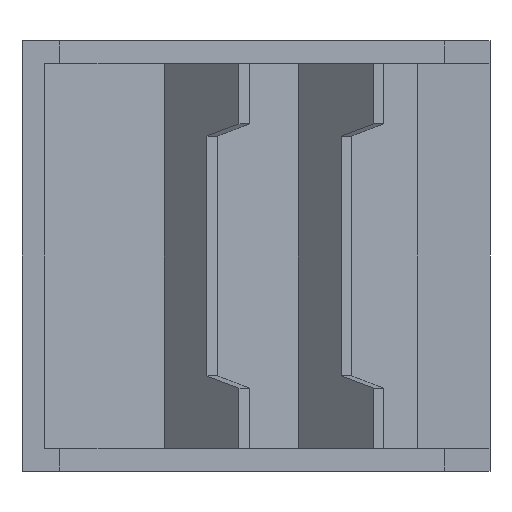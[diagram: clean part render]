
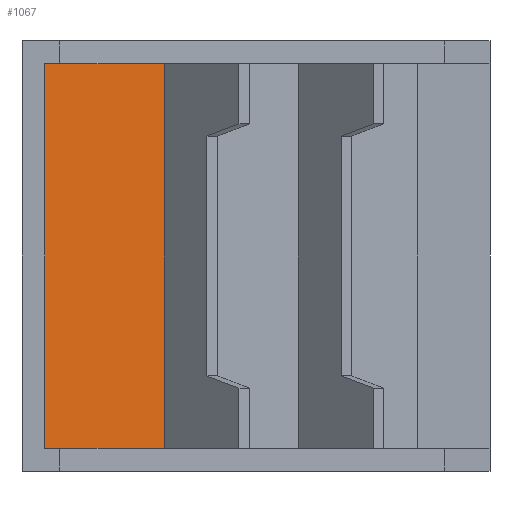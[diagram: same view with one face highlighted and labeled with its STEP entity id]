
A CAD part, left-side view. The second image highlights one B-rep face of the part: STEP entity #1067.
In plain terms, the highlighted planar face has unit normal (-0.707, -0.707, 0).
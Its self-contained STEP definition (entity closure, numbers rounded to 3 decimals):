
#498=CARTESIAN_POINT('',(-36.499,43.156,54.0));
#499=VERTEX_POINT('',#498);
#506=CARTESIAN_POINT('',(-36.499,43.156,3.));
#507=VERTEX_POINT('',#506);
#508=CARTESIAN_POINT('',(-36.499,43.156,3.));
#509=DIRECTION('',(0.0,0.0,1.0));
#510=VECTOR('',#509,51.0);
#511=LINE('',#508,#510);
#512=EDGE_CURVE('',#507,#499,#511,.T.);
#1013=CARTESIAN_POINT('',(-52.343,59.,3.0));
#1014=VERTEX_POINT('',#1013);
#1021=CARTESIAN_POINT('',(-52.343,59.,54.0));
#1022=VERTEX_POINT('',#1021);
#1023=CARTESIAN_POINT('',(-52.343,59.,54.0));
#1024=DIRECTION('',(0.0,0.0,-1.0));
#1025=VECTOR('',#1024,51.0);
#1026=LINE('',#1023,#1025);
#1027=EDGE_CURVE('',#1014,#1022,#1026,.F.);
#1046=CARTESIAN_POINT('',(-2.121,8.778,0.0));
#1047=DIRECTION('',(0.707,0.707,0.0));
#1048=DIRECTION('',(-0.707,0.707,0.0));
#1049=AXIS2_PLACEMENT_3D('',#1046,#1047,#1048);
#1050=PLANE('',#1049);
#1051=ORIENTED_EDGE('',*,*,#512,.T.);
#1052=CARTESIAN_POINT('',(-52.343,59.,54.0));
#1053=DIRECTION('',(0.707,-0.707,0.0));
#1054=VECTOR('',#1053,22.407);
#1055=LINE('',#1052,#1054);
#1056=EDGE_CURVE('',#499,#1022,#1055,.F.);
#1057=ORIENTED_EDGE('',*,*,#1056,.T.);
#1058=ORIENTED_EDGE('',*,*,#1027,.F.);
#1059=CARTESIAN_POINT('',(-52.343,59.,3.0));
#1060=DIRECTION('',(0.707,-0.707,0.0));
#1061=VECTOR('',#1060,22.407);
#1062=LINE('',#1059,#1061);
#1063=EDGE_CURVE('',#1014,#507,#1062,.T.);
#1064=ORIENTED_EDGE('',*,*,#1063,.T.);
#1065=EDGE_LOOP('',(#1051,#1057,#1058,#1064));
#1066=FACE_OUTER_BOUND('',#1065,.T.);
#1067=ADVANCED_FACE('',(#1066),#1050,.F.);
